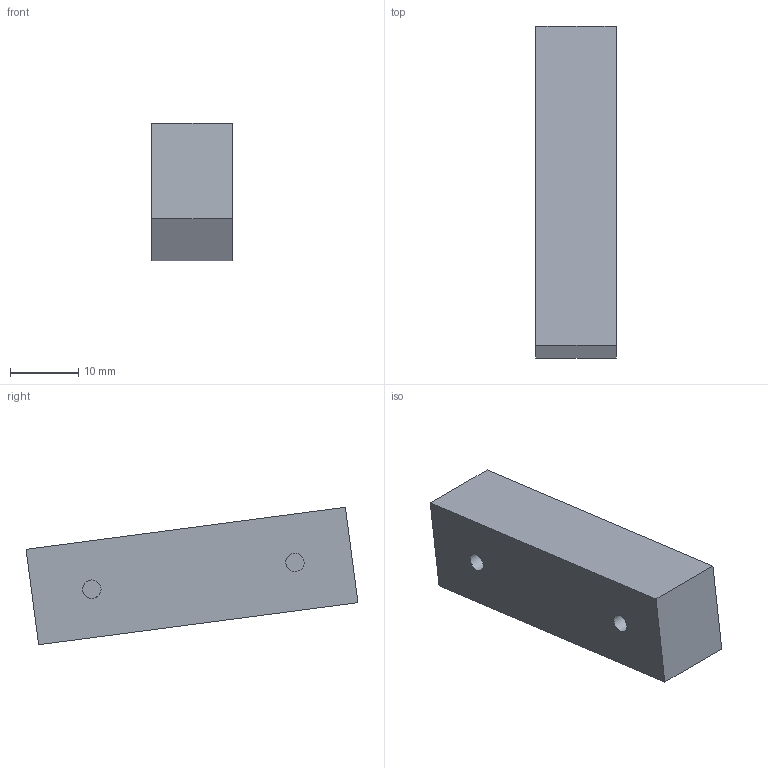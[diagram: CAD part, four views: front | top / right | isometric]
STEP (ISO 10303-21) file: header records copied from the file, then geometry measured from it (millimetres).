
FILE_DESCRIPTION(/* description */ ('STEP AP214'),/* implementation_level */ '2;1');
FILE_NAME(/* name */ '62525e1decdeb77adb8bbcbc',/* time_stamp */ '2022-04-10T04:33:33+00:00',/* author */ (''),/* organization */ (''),/* preprocessor_version */ 'ST-DEVELOPER v18.101',/* originating_system */ ' ',/* authorisation */ ' ');
FILE_SCHEMA (('AUTOMOTIVE_DESIGN {1 0 10303 214 3 1 1}'));
Length unit declared in the file: metre
Products named in the file (1): tail4
Bounding box: 11.83 x 48.74 x 20.2 mm (x, y, z)
Volume: 7824.8 mm3; surface area: 2926.9 mm2
Topology: 1 solids, 1 shells, 14 faces, 31 edges, 23 vertices
Faces by surface type: plane 10, cylinder 4
Full cylindrical faces by diameter (mm): 2.705 x4
Entity records: 377 total; most frequent: CARTESIAN_POINT 69, DIRECTION 57, ORIENTED_EDGE 46, EDGE_CURVE 23, AXIS2_PLACEMENT_3D 23, EDGE_LOOP 22, FACE_BOUND 22, VERTEX_POINT 19
